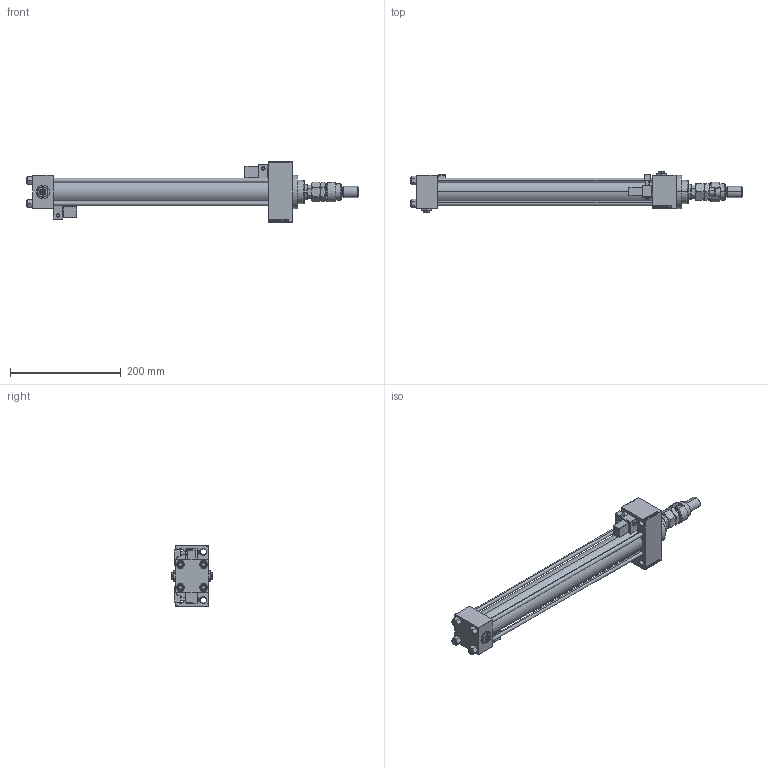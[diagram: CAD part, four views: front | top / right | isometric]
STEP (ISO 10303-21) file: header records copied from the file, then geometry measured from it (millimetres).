
FILE_DESCRIPTION (( 'STEP AP203' ), '1' );
FILE_NAME ('7d21.STEP', '2022-04-16T00:32:34', ( '' ), ( '' ), 'SwSTEP 2.0', 'SolidWorks 2019', '' );
FILE_SCHEMA (( 'CONFIG_CONTROL_DESIGN' ));
Length unit declared in the file: millimetre
Products named in the file (11): V215CR_MSU f4e37f37f96886cf32c0f7b938d7dde0; V215_VC_A f4e37f37f96886cf32c0f7b938d7dde0; V215CR_D_Body f4e37f37f96886cf32c0f7b938d7dde0; MFA f4e37f37f96886cf32c0f7b938d7dde0; Zatka_pro_OIL_PORT f4e37f37f96886cf32c0f7b938d7dde0; NUT_M5_D f4e37f37f96886cf32c0f7b938d7dde0; FEMALE_PART_FOR_DFA f4e37f37f96886cf32c0f7b938d7dde0; V215CR_VCP_D f4e37f37f96886cf32c0f7b938d7dde0; DFA f4e37f37f96886cf32c0f7b938d7dde0; 7d21; V215CR_D_TYCINKA f4e37f37f96886cf32c0f7b938d7dde0
Assembly tree (18 placements, depth 3):
  7d21
    V215CR_D_Body f4e37f37f96886cf32c0f7b938d7dde0
    V215CR_VCP_D f4e37f37f96886cf32c0f7b938d7dde0
    NUT_M5_D f4e37f37f96886cf32c0f7b938d7dde0  x4
    V215CR_D_TYCINKA f4e37f37f96886cf32c0f7b938d7dde0  x4
    V215_VC_A f4e37f37f96886cf32c0f7b938d7dde0
    DFA f4e37f37f96886cf32c0f7b938d7dde0
      FEMALE_PART_FOR_DFA f4e37f37f96886cf32c0f7b938d7dde0
      MFA f4e37f37f96886cf32c0f7b938d7dde0
    V215CR_MSU f4e37f37f96886cf32c0f7b938d7dde0  x2
    Zatka_pro_OIL_PORT f4e37f37f96886cf32c0f7b938d7dde0  x2
Bounding box: 599 x 74 x 109 mm (x, y, z)
Volume: 1029855.3 mm3; surface area: 306296.1 mm2
Topology: 17 solids, 17 shells, 1438 faces, 3512 edges, 2209 vertices
Faces by surface type: plane 632, bspline 368, cone 224, cylinder 166, torus 24, sphere 24
Entity records: 54047 total; most frequent: CARTESIAN_POINT 26643, ORIENTED_EDGE 5942, DIRECTION 4203, EDGE_CURVE 2971, VERTEX_POINT 1911, VECTOR 1703, LINE 1703, EDGE_LOOP 1338
